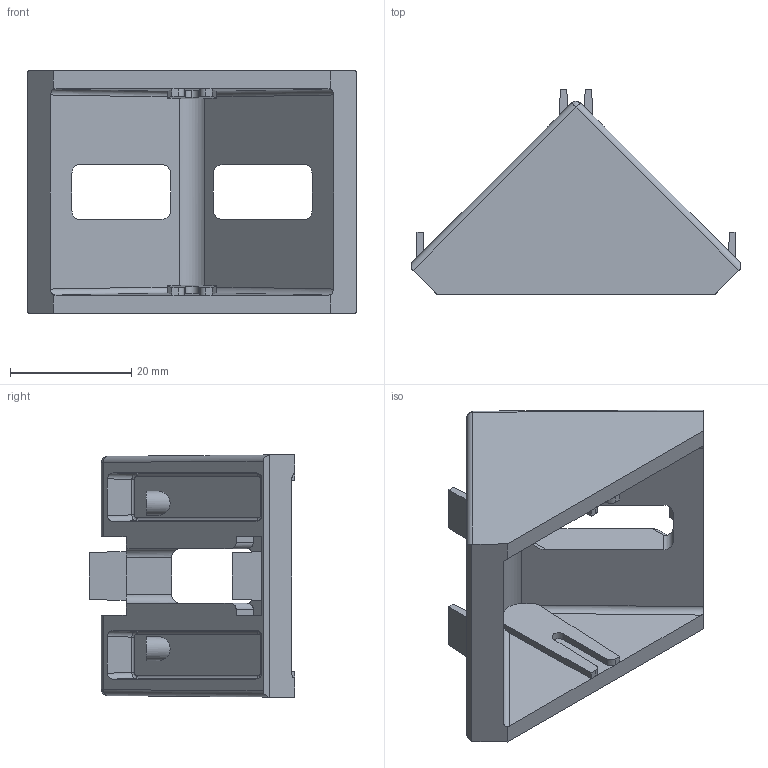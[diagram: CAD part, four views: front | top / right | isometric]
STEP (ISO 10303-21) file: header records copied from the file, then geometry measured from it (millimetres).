
FILE_DESCRIPTION (( 'STEP AP214' ), '1' );
FILE_NAME ('6.04.SPB40.STEP', '2025-06-12T19:18:17', ( '' ), ( '' ), 'SwSTEP 2.0', 'SolidWorks 2023', '' );
FILE_SCHEMA (( 'AUTOMOTIVE_DESIGN' ));
Length unit declared in the file: millimetre
Products named in the file (1): 6.04.SPB40
Bounding box: 54.15 x 33.92 x 40 mm (x, y, z)
Volume: 14976.3 mm3; surface area: 10298.2 mm2
Topology: 1 solids, 1 shells, 191 faces, 491 edges, 312 vertices
Faces by surface type: plane 103, cylinder 68, bspline 20
Entity records: 6255 total; most frequent: CARTESIAN_POINT 1866, ORIENTED_EDGE 982, DIRECTION 813, EDGE_CURVE 491, VECTOR 313, LINE 313, VERTEX_POINT 312, AXIS2_PLACEMENT_3D 250
